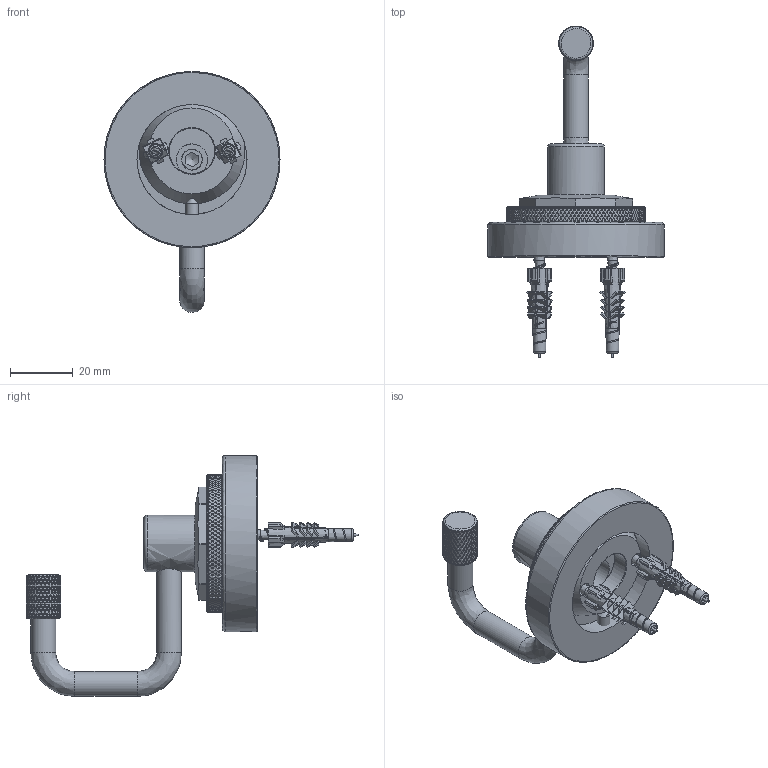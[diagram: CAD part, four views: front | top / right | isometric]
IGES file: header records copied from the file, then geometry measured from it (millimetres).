
Global section: file name: N7648-K; native system: Autodesk Inventor 2018; preprocessor: unknown; author: rclarke; date: 20171129.144312; units: millimetre
Bounding box: 56 x 105.6 x 76.62 mm (x, y, z)
Volume: 44369.3 mm3; surface area: 27349.6 mm2
Topology: 14 solids, 14 shells, 5973 faces, 12980 edges, 7033 vertices
Faces by surface type: bspline 5973
